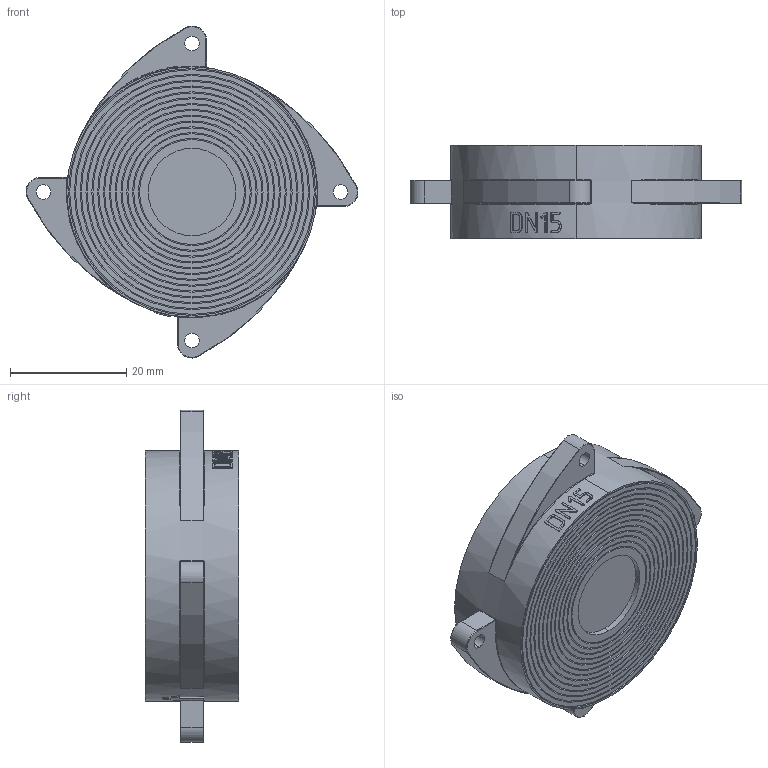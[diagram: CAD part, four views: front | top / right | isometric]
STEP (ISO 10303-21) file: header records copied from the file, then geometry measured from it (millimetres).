
FILE_DESCRIPTION (( 'STEP AP214' ), '1' );
FILE_NAME ('932-015.STEP', '2012-07-03T13:17:55', ( 'rals' ), ( 'Hewlett-Packard Company' ), 'SwSTEP 2.0', 'SolidWorks 2011', '' );
FILE_SCHEMA (( 'AUTOMOTIVE_DESIGN' ));
Length unit declared in the file: millimetre
Products named in the file (1): 932-015
Bounding box: 57 x 16 x 57 mm (x, y, z)
Volume: 23217.8 mm3; surface area: 6375.3 mm2
Topology: 1 solids, 1 shells, 230 faces, 549 edges, 344 vertices
Faces by surface type: torus 70, plane 66, bspline 53, cylinder 41
Entity records: 10024 total; most frequent: CARTESIAN_POINT 4924, ORIENTED_EDGE 1082, DIRECTION 1017, EDGE_CURVE 541, AXIS2_PLACEMENT_3D 462, VERTEX_POINT 344, CIRCLE 284, EDGE_LOOP 269
